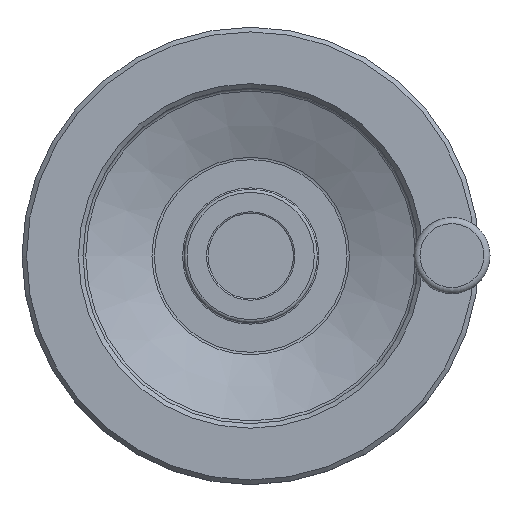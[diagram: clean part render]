
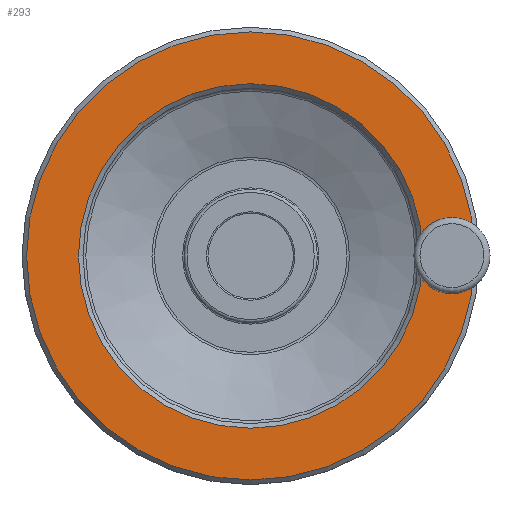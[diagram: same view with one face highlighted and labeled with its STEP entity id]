
A CAD part, top view. The second image highlights one B-rep face of the part: STEP entity #293.
In plain terms, the highlighted planar face has unit normal (0, 0, 1).
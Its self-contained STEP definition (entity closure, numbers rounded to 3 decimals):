
#293 = ADVANCED_FACE( '', ( #644, #645, #646 ), #647, .T. );
#644 = FACE_BOUND( '', #1920, .T. );
#645 = FACE_OUTER_BOUND( '', #1921, .T. );
#646 = FACE_BOUND( '', #1922, .T. );
#647 = PLANE( '', #1923 );
#1920 = EDGE_LOOP( '', ( #2628 ) );
#1921 = EDGE_LOOP( '', ( #2629 ) );
#1922 = EDGE_LOOP( '', ( #2630 ) );
#1923 = AXIS2_PLACEMENT_3D( '', #2631, #2632, #2633 );
#2628 = ORIENTED_EDGE( '', *, *, #2841, .T. );
#2629 = ORIENTED_EDGE( '', *, *, #2966, .T. );
#2630 = ORIENTED_EDGE( '', *, *, #2967, .T. );
#2631 = CARTESIAN_POINT( '', ( 55., 0., 35. ) );
#2632 = DIRECTION( '', ( 0., 0., 1. ) );
#2633 = DIRECTION( '', ( 1., 0., 0. ) );
#2841 = EDGE_CURVE( '', #3181, #3181, #3182, .F. );
#2966 = EDGE_CURVE( '', #3350, #3350, #3351, .T. );
#2967 = EDGE_CURVE( '', #3352, #3352, #3353, .F. );
#3181 = VERTEX_POINT( '', #3883 );
#3182 = CIRCLE( '', #3884, 6.956 );
#3350 = VERTEX_POINT( '', #4299 );
#3351 = CIRCLE( '', #4300, 73.5 );
#3352 = VERTEX_POINT( '', #4301 );
#3353 = CIRCLE( '', #4302, 56.5 );
#3883 = CARTESIAN_POINT( '', ( 72.956, 0., 35. ) );
#3884 = AXIS2_PLACEMENT_3D( '', #4498, #4499, #4500 );
#4299 = CARTESIAN_POINT( '', ( 73.5, 0., 35. ) );
#4300 = AXIS2_PLACEMENT_3D( '', #4624, #4625, #4626 );
#4301 = CARTESIAN_POINT( '', ( 56.5, 0., 35. ) );
#4302 = AXIS2_PLACEMENT_3D( '', #4627, #4628, #4629 );
#4498 = CARTESIAN_POINT( '', ( 66., 0., 35. ) );
#4499 = DIRECTION( '', ( 0., 0., 1. ) );
#4500 = DIRECTION( '', ( 1., 0., 0. ) );
#4624 = CARTESIAN_POINT( '', ( 0., 0., 35. ) );
#4625 = DIRECTION( '', ( 0., 0., 1. ) );
#4626 = DIRECTION( '', ( 1., 0., 0. ) );
#4627 = CARTESIAN_POINT( '', ( 0., 0., 35. ) );
#4628 = DIRECTION( '', ( 0., 0., 1. ) );
#4629 = DIRECTION( '', ( 1., 0., 0. ) );
